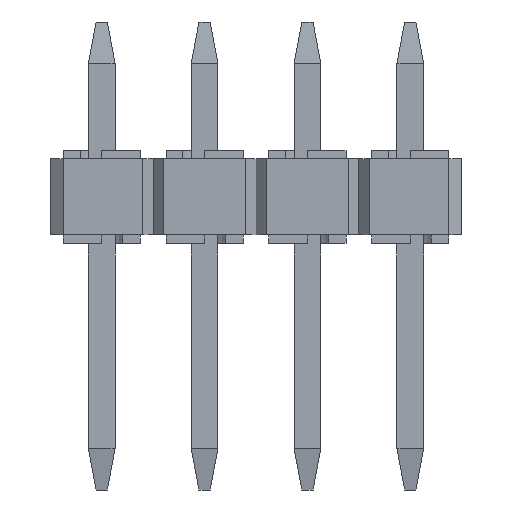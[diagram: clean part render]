
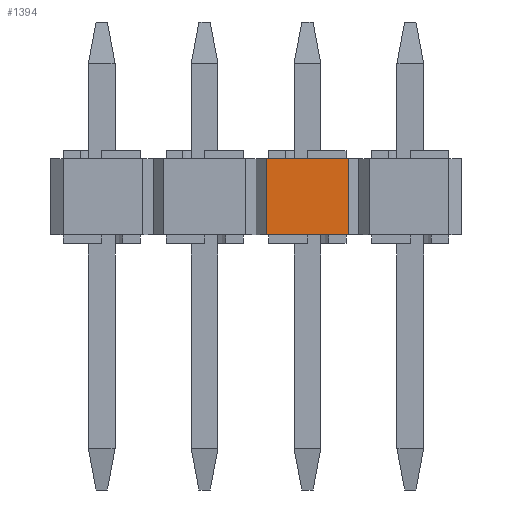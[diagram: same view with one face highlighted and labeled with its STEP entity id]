
A CAD part, left-side view. The second image highlights one B-rep face of the part: STEP entity #1394.
In plain terms, the highlighted planar face has unit normal (-1, 0, 0).
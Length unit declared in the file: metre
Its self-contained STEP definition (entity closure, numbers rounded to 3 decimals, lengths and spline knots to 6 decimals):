
#1298 = EDGE_CURVE( '', #2692, #2825, #3192, .T. );
#1394 = ADVANCED_FACE( '', ( #3324 ), #3325, .T. );
#1656 = EDGE_CURVE( '', #3528, #2692, #3681, .T. );
#1836 = EDGE_CURVE( '', #3908, #2825, #3909, .T. );
#1888 = EDGE_CURVE( '', #3528, #3908, #3973, .T. );
#2692 = VERTEX_POINT( '', #4985 );
#2825 = VERTEX_POINT( '', #5169 );
#3192 = LINE( '', #5719, #5720 );
#3324 = FACE_OUTER_BOUND( '', #5924, .T. );
#3325 = PLANE( '', #5925 );
#3528 = VERTEX_POINT( '', #6220 );
#3681 = LINE( '', #6449, #6450 );
#3908 = VERTEX_POINT( '', #6794 );
#3909 = LINE( '', #6795, #6796 );
#3973 = LINE( '', #6902, #6903 );
#4985 = CARTESIAN_POINT( '', ( -0.001249, -0.002281, 0.002094 ) );
#5169 = CARTESIAN_POINT( '', ( -0.001249, -0.000249, 0.002094 ) );
#5719 = CARTESIAN_POINT( '', ( -0.001249, -0.002281, 0.002094 ) );
#5720 = VECTOR( '', #8587, 1. );
#5924 = EDGE_LOOP( '', ( #8710, #8711, #8712, #8713 ) );
#5925 = AXIS2_PLACEMENT_3D( '', #8714, #8715, #8716 );
#6220 = CARTESIAN_POINT( '', ( -0.001249, -0.002281, 0.000215 ) );
#6449 = CARTESIAN_POINT( '', ( -0.001249, -0.002281, 0.000215 ) );
#6450 = VECTOR( '', #9180, 1. );
#6794 = CARTESIAN_POINT( '', ( -0.001249, -0.000249, 0.000215 ) );
#6795 = CARTESIAN_POINT( '', ( -0.001249, -0.000249, 0.000215 ) );
#6796 = VECTOR( '', #9484, 1. );
#6902 = CARTESIAN_POINT( '', ( -0.001249, -0.002281, 0.000215 ) );
#6903 = VECTOR( '', #9541, 1. );
#8587 = DIRECTION( '', ( 0., 1., 0. ) );
#8710 = ORIENTED_EDGE( '', *, *, #1888, .F. );
#8711 = ORIENTED_EDGE( '', *, *, #1656, .T. );
#8712 = ORIENTED_EDGE( '', *, *, #1298, .T. );
#8713 = ORIENTED_EDGE( '', *, *, #1836, .F. );
#8714 = CARTESIAN_POINT( '', ( -0.001249, -0.004757, 0.000215 ) );
#8715 = DIRECTION( '', ( -1., 0., 0. ) );
#8716 = DIRECTION( '', ( 0., 0., 1. ) );
#9180 = DIRECTION( '', ( 0., 0., 1. ) );
#9484 = DIRECTION( '', ( 0., 0., 1. ) );
#9541 = DIRECTION( '', ( 0., 1., 0. ) );
